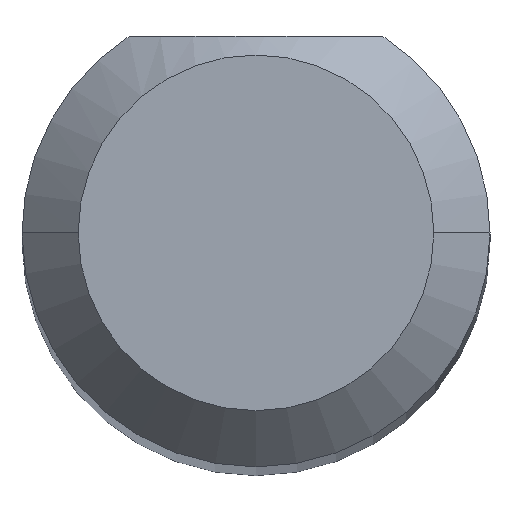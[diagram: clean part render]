
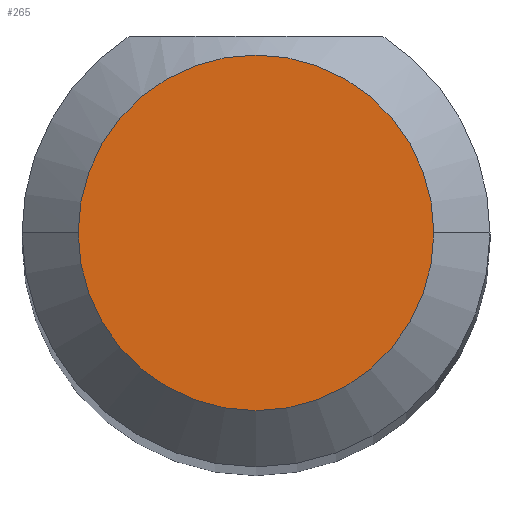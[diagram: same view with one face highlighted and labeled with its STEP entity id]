
A CAD part, top view. The second image highlights one B-rep face of the part: STEP entity #265.
In plain terms, the highlighted planar face has unit normal (0, 0, 1).
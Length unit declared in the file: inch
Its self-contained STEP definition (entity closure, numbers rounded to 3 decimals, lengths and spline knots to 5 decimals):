
#16 = VERTEX_POINT ( 'NONE', #253 ) ;
#36 = DIRECTION ( 'NONE',  ( 0., 0., -1. ) ) ;
#42 = AXIS2_PLACEMENT_3D ( 'NONE', #165, #36, #560 ) ;
#86 = EDGE_CURVE ( 'NONE', #414, #16, #125, .T. ) ;
#100 = CIRCLE ( 'NONE', #176, 0.0475 ) ;
#102 = ORIENTED_EDGE ( 'NONE', *, *, #445, .F. ) ;
#125 = CIRCLE ( 'NONE', #42, 0.0475 ) ;
#138 = AXIS2_PLACEMENT_3D ( 'NONE', #146, #539, #316 ) ;
#146 = CARTESIAN_POINT ( 'NONE',  ( 0.25, 0., 1.5 ) ) ;
#161 = ORIENTED_EDGE ( 'NONE', *, *, #86, .F. ) ;
#162 = EDGE_LOOP ( 'NONE', ( #161, #102 ) ) ;
#165 = CARTESIAN_POINT ( 'NONE',  ( 0.25, 0., 1.5 ) ) ;
#172 = DIRECTION ( 'NONE',  ( -1., 0., 0. ) ) ;
#176 = AXIS2_PLACEMENT_3D ( 'NONE', #473, #567, #172 ) ;
#253 = CARTESIAN_POINT ( 'NONE',  ( 0.2025, 0., 1.5 ) ) ;
#265 = ADVANCED_FACE ( 'NONE', ( #364 ), #541, .T. ) ;
#316 = DIRECTION ( 'NONE',  ( -1., 0., 0. ) ) ;
#364 = FACE_OUTER_BOUND ( 'NONE', #162, .T. ) ;
#379 = CARTESIAN_POINT ( 'NONE',  ( 0.2975, 0., 1.5 ) ) ;
#414 = VERTEX_POINT ( 'NONE', #379 ) ;
#445 = EDGE_CURVE ( 'NONE', #16, #414, #100, .T. ) ;
#473 = CARTESIAN_POINT ( 'NONE',  ( 0.25, 0., 1.5 ) ) ;
#539 = DIRECTION ( 'NONE',  ( 0., 0., 1. ) ) ;
#541 = PLANE ( 'NONE',  #138 ) ;
#560 = DIRECTION ( 'NONE',  ( -1., 0., 0. ) ) ;
#567 = DIRECTION ( 'NONE',  ( 0., 0., -1. ) ) ;
